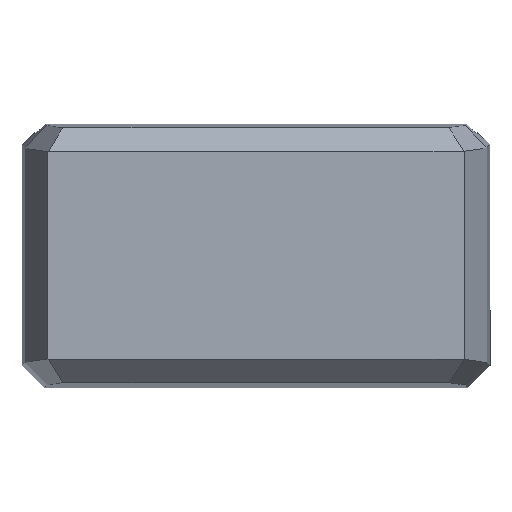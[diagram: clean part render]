
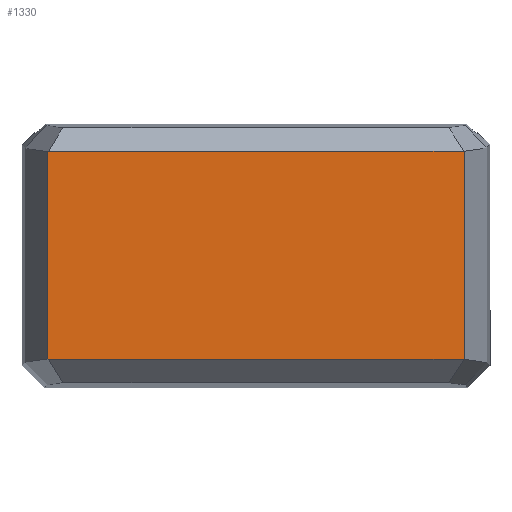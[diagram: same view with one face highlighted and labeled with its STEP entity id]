
A CAD part, left-side view. The second image highlights one B-rep face of the part: STEP entity #1330.
In plain terms, the highlighted planar face has unit normal (-1, 0, 0).
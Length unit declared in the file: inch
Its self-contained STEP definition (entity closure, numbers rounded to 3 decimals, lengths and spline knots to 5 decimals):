
#8 = ORIENTED_EDGE ( 'NONE', *, *, #2089, .T. ) ;
#52 = LINE ( 'NONE', #1865, #980 ) ;
#64 = DIRECTION ( 'NONE',  ( 0., 0., -1. ) ) ;
#70 = EDGE_CURVE ( 'NONE', #444, #1200, #292, .T. ) ;
#105 = CARTESIAN_POINT ( 'NONE',  ( -0.82, 1.41537, -0.70261 ) ) ;
#233 = DIRECTION ( 'NONE',  ( 0., 0., -1. ) ) ;
#240 = CARTESIAN_POINT ( 'NONE',  ( -0.82, -1.41387, -0.70703 ) ) ;
#284 = CARTESIAN_POINT ( 'NONE',  ( -0.82, 1.41075, -0.70703 ) ) ;
#292 = LINE ( 'NONE', #408, #1787 ) ;
#297 = VERTEX_POINT ( 'NONE', #1507 ) ;
#404 = ORIENTED_EDGE ( 'NONE', *, *, #1684, .T. ) ;
#408 = CARTESIAN_POINT ( 'NONE',  ( -0.82, 1.41387, 0.70703 ) ) ;
#444 = VERTEX_POINT ( 'NONE', #2359 ) ;
#445 = CARTESIAN_POINT ( 'NONE',  ( -0.82, 0., 0. ) ) ;
#497 = VECTOR ( 'NONE', #1296, 39.37008 ) ;
#530 = VERTEX_POINT ( 'NONE', #1790 ) ;
#553 = VECTOR ( 'NONE', #1695, 39.37008 ) ;
#573 = ORIENTED_EDGE ( 'NONE', *, *, #1126, .T. ) ;
#620 = VERTEX_POINT ( 'NONE', #1879 ) ;
#639 = VERTEX_POINT ( 'NONE', #1096 ) ;
#729 = CARTESIAN_POINT ( 'NONE',  ( -0.82, -1.21637, -0.88896 ) ) ;
#747 = EDGE_CURVE ( 'NONE', #1501, #444, #1111, .T. ) ;
#805 = VECTOR ( 'NONE', #2236, 39.37008 ) ;
#848 = CARTESIAN_POINT ( 'NONE',  ( -0.82, -1.41387, 0. ) ) ;
#877 = FACE_OUTER_BOUND ( 'NONE', #1608, .T. ) ;
#908 = LINE ( 'NONE', #848, #935 ) ;
#935 = VECTOR ( 'NONE', #64, 39.37008 ) ;
#939 = CARTESIAN_POINT ( 'NONE',  ( -0.82, 1.41387, 0. ) ) ;
#980 = VECTOR ( 'NONE', #2035, 39.37008 ) ;
#1039 = EDGE_CURVE ( 'NONE', #1501, #297, #908, .T. ) ;
#1043 = DIRECTION ( 'NONE',  ( 1., 0., 0. ) ) ;
#1096 = CARTESIAN_POINT ( 'NONE',  ( -0.82, 1.41387, -0.70404 ) ) ;
#1111 = LINE ( 'NONE', #1305, #1484 ) ;
#1125 = DIRECTION ( 'NONE',  ( 0., 0.735, 0.678 ) ) ;
#1126 = EDGE_CURVE ( 'NONE', #1200, #530, #52, .T. ) ;
#1178 = EDGE_CURVE ( 'NONE', #530, #639, #1946, .T. ) ;
#1200 = VERTEX_POINT ( 'NONE', #1538 ) ;
#1296 = DIRECTION ( 'NONE',  ( 0., -0.735, 0.678 ) ) ;
#1305 = CARTESIAN_POINT ( 'NONE',  ( -0.82, -1.21637, 0.88896 ) ) ;
#1330 = ADVANCED_FACE ( 'NONE', ( #877 ), #1838, .F. ) ;
#1332 = VECTOR ( 'NONE', #2337, 39.37008 ) ;
#1484 = VECTOR ( 'NONE', #1125, 39.37008 ) ;
#1501 = VERTEX_POINT ( 'NONE', #2268 ) ;
#1507 = CARTESIAN_POINT ( 'NONE',  ( -0.82, -1.41387, -0.70684 ) ) ;
#1538 = CARTESIAN_POINT ( 'NONE',  ( -0.82, 1.41075, 0.70703 ) ) ;
#1608 = EDGE_LOOP ( 'NONE', ( #1880, #2159, #8, #404, #2505, #2220, #1692, #573 ) ) ;
#1684 = EDGE_CURVE ( 'NONE', #620, #297, #1937, .T. ) ;
#1692 = ORIENTED_EDGE ( 'NONE', *, *, #70, .T. ) ;
#1695 = DIRECTION ( 'NONE',  ( 0., -0.723, -0.691 ) ) ;
#1758 = AXIS2_PLACEMENT_3D ( 'NONE', #445, #1043, #233 ) ;
#1787 = VECTOR ( 'NONE', #2217, 39.37008 ) ;
#1790 = CARTESIAN_POINT ( 'NONE',  ( -0.82, 1.41387, 0.70404 ) ) ;
#1838 = PLANE ( 'NONE',  #1758 ) ;
#1865 = CARTESIAN_POINT ( 'NONE',  ( -0.82, 1.40157, 0.71581 ) ) ;
#1879 = CARTESIAN_POINT ( 'NONE',  ( -0.82, -1.41367, -0.70703 ) ) ;
#1880 = ORIENTED_EDGE ( 'NONE', *, *, #1178, .T. ) ;
#1937 = LINE ( 'NONE', #729, #497 ) ;
#1946 = LINE ( 'NONE', #939, #1332 ) ;
#2035 = DIRECTION ( 'NONE',  ( 0., 0.723, -0.691 ) ) ;
#2089 = EDGE_CURVE ( 'NONE', #2485, #620, #2486, .T. ) ;
#2159 = ORIENTED_EDGE ( 'NONE', *, *, #2193, .T. ) ;
#2160 = LINE ( 'NONE', #105, #553 ) ;
#2193 = EDGE_CURVE ( 'NONE', #639, #2485, #2160, .T. ) ;
#2217 = DIRECTION ( 'NONE',  ( 0., 1., 0. ) ) ;
#2220 = ORIENTED_EDGE ( 'NONE', *, *, #747, .T. ) ;
#2236 = DIRECTION ( 'NONE',  ( 0., -1., 0. ) ) ;
#2268 = CARTESIAN_POINT ( 'NONE',  ( -0.82, -1.41387, 0.70684 ) ) ;
#2337 = DIRECTION ( 'NONE',  ( 0., 0., -1. ) ) ;
#2359 = CARTESIAN_POINT ( 'NONE',  ( -0.82, -1.41367, 0.70703 ) ) ;
#2485 = VERTEX_POINT ( 'NONE', #284 ) ;
#2486 = LINE ( 'NONE', #240, #805 ) ;
#2505 = ORIENTED_EDGE ( 'NONE', *, *, #1039, .F. ) ;
